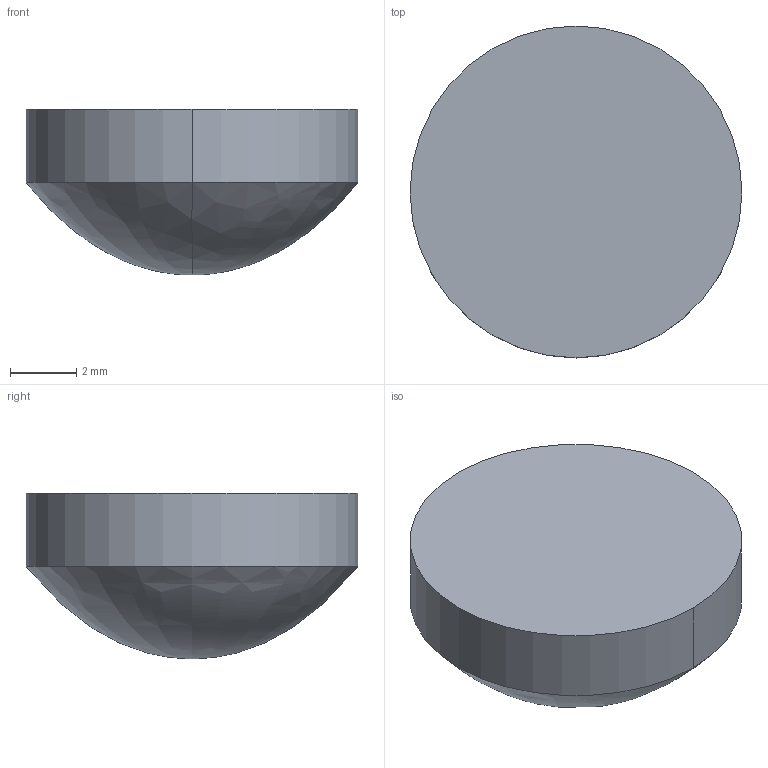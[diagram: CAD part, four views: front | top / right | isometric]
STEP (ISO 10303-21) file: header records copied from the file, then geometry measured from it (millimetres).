
FILE_DESCRIPTION (( 'STEP AP203' ), '1' );
FILE_NAME ('GLA11-010-7.5.STEP', '2023-11-22T04:41:57', ( '' ), ( '' ), 'SwSTEP 2.0', 'SolidWorks 2023', '' );
FILE_SCHEMA (( 'CONFIG_CONTROL_DESIGN' ));
Length unit declared in the file: millimetre
Products named in the file (3): GLA11-010-7.5; surfaces 1,2.stp; GLA11-010-7.5.stp
Assembly tree (2 placements, depth 3):
  GLA11-010-7.5
    GLA11-010-7.5.stp
      surfaces 1,2.stp
Bounding box: 10 x 10 x 5 mm (x, y, z)
Volume: 287.3 mm3; surface area: 248.6 mm2
Topology: 1 solids, 1 shells, 5 faces, 10 edges, 5 vertices
Faces by surface type: bspline 2, cylinder 2, plane 1
Entity records: 1071 total; most frequent: CARTESIAN_POINT 680, DIRECTION 28, PERSON_AND_ORGANIZATION 26, DATE_AND_TIME 19, COORDINATED_UNIVERSAL_TIME_OFFSET 19, CALENDAR_DATE 19, LOCAL_TIME 19, CC_DESIGN_PERSON_AND_ORGANIZATION_ASSIGNMENT 17
